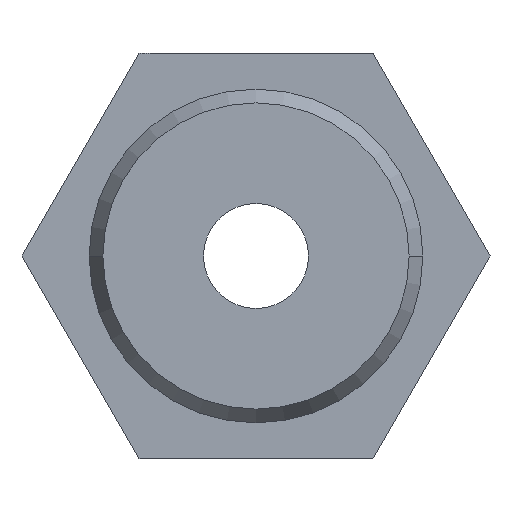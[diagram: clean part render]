
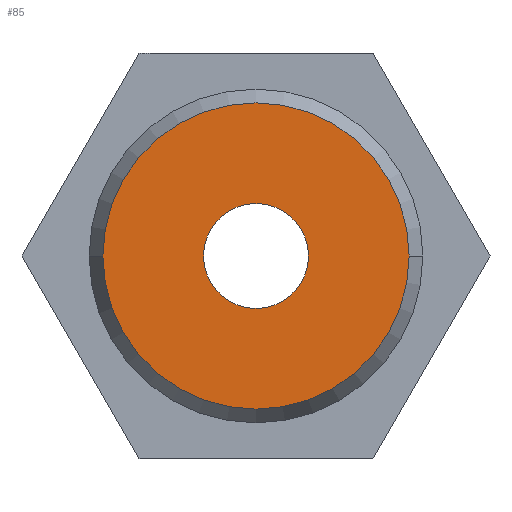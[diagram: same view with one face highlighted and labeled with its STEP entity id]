
A CAD part, front view. The second image highlights one B-rep face of the part: STEP entity #85.
In plain terms, the highlighted planar face has unit normal (0, -1, 0).
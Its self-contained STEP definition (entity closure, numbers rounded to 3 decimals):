
#85=ADVANCED_FACE('',(#171,#172),#173,.T.);
#171=FACE_BOUND('',#252,.T.);
#172=FACE_OUTER_BOUND('',#253,.T.);
#173=PLANE('',#254);
#252=EDGE_LOOP('',(#426,#427));
#253=EDGE_LOOP('',(#428,#429));
#254=AXIS2_PLACEMENT_3D('',#430,#431,#432);
#426=ORIENTED_EDGE('',*,*,#525,.T.);
#427=ORIENTED_EDGE('',*,*,#463,.T.);
#428=ORIENTED_EDGE('',*,*,#526,.T.);
#429=ORIENTED_EDGE('',*,*,#468,.T.);
#430=CARTESIAN_POINT('',(0.0,-13.8,0.));
#431=DIRECTION('',(-0.0,-1.0,0.));
#432=DIRECTION('',(-1.0,0.0,0.0));
#463=EDGE_CURVE('',#540,#541,#542,.T.);
#468=EDGE_CURVE('',#549,#550,#551,.T.);
#525=EDGE_CURVE('',#541,#540,#630,.T.);
#526=EDGE_CURVE('',#550,#549,#631,.T.);
#540=VERTEX_POINT('',#647);
#541=VERTEX_POINT('',#648);
#542=CIRCLE('',#649,2.2);
#549=VERTEX_POINT('',#658);
#550=VERTEX_POINT('',#659);
#551=CIRCLE('',#660,6.423);
#630=CIRCLE('',#765,2.2);
#631=CIRCLE('',#766,6.423);
#647=CARTESIAN_POINT('',(-2.2,-13.8,0.));
#648=CARTESIAN_POINT('',(2.2,-13.8,0.));
#649=AXIS2_PLACEMENT_3D('',#778,#779,#780);
#658=CARTESIAN_POINT('',(-6.423,-13.8,0.));
#659=CARTESIAN_POINT('',(6.423,-13.8,0.));
#660=AXIS2_PLACEMENT_3D('',#786,#787,#788);
#765=AXIS2_PLACEMENT_3D('',#854,#855,#856);
#766=AXIS2_PLACEMENT_3D('',#857,#858,#859);
#778=CARTESIAN_POINT('',(0.0,-13.8,0.));
#779=DIRECTION('',(-0.0,1.0,0.));
#780=DIRECTION('',(1.0,0.0,0.0));
#786=CARTESIAN_POINT('',(0.0,-13.8,0.));
#787=DIRECTION('',(-0.0,-1.0,0.));
#788=DIRECTION('',(-1.0,0.0,0.0));
#854=CARTESIAN_POINT('',(0.0,-13.8,0.));
#855=DIRECTION('',(-0.0,1.0,0.));
#856=DIRECTION('',(1.0,0.0,0.0));
#857=CARTESIAN_POINT('',(0.0,-13.8,0.));
#858=DIRECTION('',(-0.0,-1.0,0.));
#859=DIRECTION('',(-1.0,0.0,0.0));
